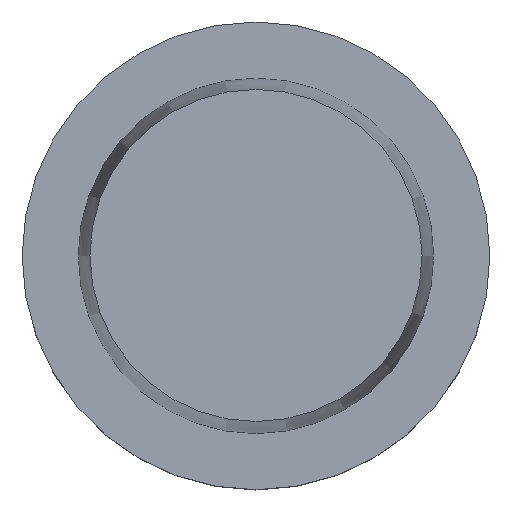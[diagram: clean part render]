
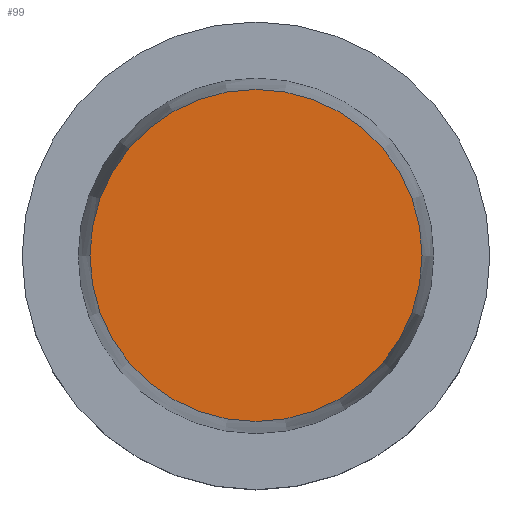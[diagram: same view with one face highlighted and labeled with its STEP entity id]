
A CAD part, top view. The second image highlights one B-rep face of the part: STEP entity #99.
In plain terms, the highlighted planar face has unit normal (0, 0, 1).
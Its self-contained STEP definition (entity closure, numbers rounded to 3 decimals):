
#75=FACE_OUTER_BOUND('',#193,.T.);
#99=ADVANCED_FACE('CU_CO_N1_SU_3',(#75),#116,.F.);
#116=PLANE('',#412);
#193=EDGE_LOOP('',(#241));
#241=ORIENTED_EDGE('',*,*,#299,.F.);
#275=VERTEX_POINT('',#602);
#299=EDGE_CURVE('',#275,#275,#323,.T.);
#323=CIRCLE('',#411,35.496);
#411=AXIS2_PLACEMENT_3D('',#601,#506,#507);
#412=AXIS2_PLACEMENT_3D('',#603,#508,#509);
#506=DIRECTION('',(0.,0.,-1.));
#507=DIRECTION('',(-1.,0.,0.));
#508=DIRECTION('',(0.,0.,-1.));
#509=DIRECTION('',(-1.,0.,0.));
#601=CARTESIAN_POINT('',(0.,0.,50.));
#602=CARTESIAN_POINT('',(-35.496,0.,50.));
#603=CARTESIAN_POINT('',(0.,0.,50.));
